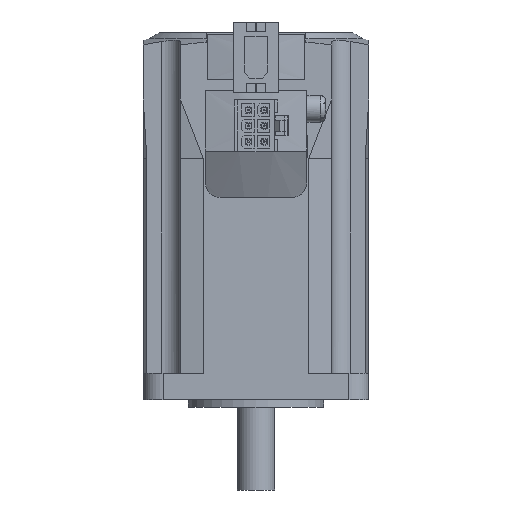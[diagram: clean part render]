
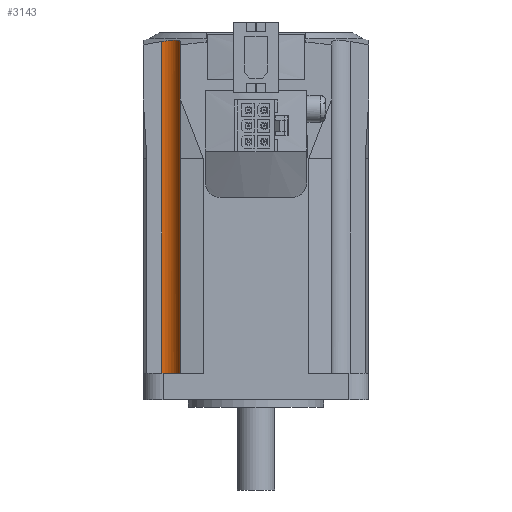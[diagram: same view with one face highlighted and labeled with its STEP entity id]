
A CAD part, front view. The second image highlights one B-rep face of the part: STEP entity #3143.
In plain terms, the highlighted cylindrical face has radius 4.8 mm (diameter 9.6 mm), a partial arc.
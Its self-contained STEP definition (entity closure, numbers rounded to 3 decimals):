
#76 = VERTEX_POINT ( 'NONE', #12412 ) ;
#359 = VERTEX_POINT ( 'NONE', #16108 ) ;
#713 = CARTESIAN_POINT ( 'NONE',  ( -20.2, -25., -22.627 ) ) ;
#1356 = CARTESIAN_POINT ( 'NONE',  ( -22.078, -21.179, 95.55 ) ) ;
#2818 = CARTESIAN_POINT ( 'NONE',  ( -21.385, -21.827, 95.558 ) ) ;
#3143 = ADVANCED_FACE ( 'NONE', ( #10496 ), #17732, .F. ) ;
#3196 = CARTESIAN_POINT ( 'NONE',  ( -25., -25., 7. ) ) ;
#3996 = DIRECTION ( 'NONE',  ( 0., 0., 1. ) ) ;
#4233 = CARTESIAN_POINT ( 'NONE',  ( -25., -20.2, 95.219 ) ) ;
#4298 = CARTESIAN_POINT ( 'NONE',  ( -20.832, -22.598, 95.521 ) ) ;
#4662 = DIRECTION ( 'NONE',  ( 1., 0., 0. ) ) ;
#4693 = B_SPLINE_CURVE_WITH_KNOTS ( 'NONE', 3,
 ( #4233, #7044, #7102, #17202, #8555, #18691, #9996, #1356, #11473, #2818, #12922, #4298, #14379, #5715, #15842, #7168, #17262, #8617 ),
 .UNSPECIFIED., .F., .F.,
 ( 4, 2, 2, 2, 2, 2, 2, 2, 4 ),
 ( 0., 0.001, 0.002, 0.003, 0.004, 0.005, 0.006, 0.007, 0.008 ),
 .UNSPECIFIED. ) ;
#4896 = ORIENTED_EDGE ( 'NONE', *, *, #10675, .F. ) ;
#5715 = CARTESIAN_POINT ( 'NONE',  ( -20.445, -23.455, 95.441 ) ) ;
#5769 = ORIENTED_EDGE ( 'NONE', *, *, #10163, .T. ) ;
#6891 = EDGE_CURVE ( 'NONE', #359, #10047, #9219, .T. ) ;
#7044 = CARTESIAN_POINT ( 'NONE',  ( -24.686, -20.2, 95.273 ) ) ;
#7102 = CARTESIAN_POINT ( 'NONE',  ( -24.376, -20.231, 95.32 ) ) ;
#7168 = CARTESIAN_POINT ( 'NONE',  ( -20.231, -24.375, 95.321 ) ) ;
#7848 = DIRECTION ( 'NONE',  ( 0., 0., 1. ) ) ;
#8119 = LINE ( 'NONE', #16069, #15373 ) ;
#8266 = CARTESIAN_POINT ( 'NONE',  ( -25., -25., -22.627 ) ) ;
#8555 = CARTESIAN_POINT ( 'NONE',  ( -23.46, -20.443, 95.44 ) ) ;
#8568 = CIRCLE ( 'NONE', #16665, 4.8 ) ;
#8617 = CARTESIAN_POINT ( 'NONE',  ( -20.2, -25., 95.219 ) ) ;
#9219 = LINE ( 'NONE', #713, #16462 ) ;
#9996 = CARTESIAN_POINT ( 'NONE',  ( -22.602, -20.83, 95.52 ) ) ;
#10047 = VERTEX_POINT ( 'NONE', #11535 ) ;
#10163 = EDGE_CURVE ( 'NONE', #76, #359, #8568, .T. ) ;
#10496 = FACE_OUTER_BOUND ( 'NONE', #11972, .T. ) ;
#10675 = EDGE_CURVE ( 'NONE', #76, #18002, #8119, .T. ) ;
#11452 = AXIS2_PLACEMENT_3D ( 'NONE', #8266, #3996, #16921 ) ;
#11473 = CARTESIAN_POINT ( 'NONE',  ( -21.83, -21.382, 95.558 ) ) ;
#11535 = CARTESIAN_POINT ( 'NONE',  ( -20.2, -25., 95.219 ) ) ;
#11972 = EDGE_LOOP ( 'NONE', ( #4896, #5769, #18422, #17873 ) ) ;
#12412 = CARTESIAN_POINT ( 'NONE',  ( -25., -20.2, 7. ) ) ;
#12683 = EDGE_CURVE ( 'NONE', #18002, #10047, #4693, .T. ) ;
#12922 = CARTESIAN_POINT ( 'NONE',  ( -21.185, -22.07, 95.551 ) ) ;
#13292 = DIRECTION ( 'NONE',  ( 0., 0., -1. ) ) ;
#14379 = CARTESIAN_POINT ( 'NONE',  ( -20.684, -22.877, 95.499 ) ) ;
#14440 = CARTESIAN_POINT ( 'NONE',  ( -25., -20.2, 95.219 ) ) ;
#15373 = VECTOR ( 'NONE', #17517, 1000. ) ;
#15842 = CARTESIAN_POINT ( 'NONE',  ( -20.353, -23.758, 95.405 ) ) ;
#16069 = CARTESIAN_POINT ( 'NONE',  ( -25., -20.2, -22.627 ) ) ;
#16108 = CARTESIAN_POINT ( 'NONE',  ( -20.2, -25., 7. ) ) ;
#16462 = VECTOR ( 'NONE', #7848, 1000. ) ;
#16665 = AXIS2_PLACEMENT_3D ( 'NONE', #3196, #13292, #4662 ) ;
#16921 = DIRECTION ( 'NONE',  ( 0., 1., 0. ) ) ;
#17202 = CARTESIAN_POINT ( 'NONE',  ( -23.765, -20.351, 95.404 ) ) ;
#17262 = CARTESIAN_POINT ( 'NONE',  ( -20.2, -24.686, 95.273 ) ) ;
#17517 = DIRECTION ( 'NONE',  ( 0., 0., 1. ) ) ;
#17732 = CYLINDRICAL_SURFACE ( 'NONE', #11452, 4.8 ) ;
#17873 = ORIENTED_EDGE ( 'NONE', *, *, #12683, .F. ) ;
#18002 = VERTEX_POINT ( 'NONE', #14440 ) ;
#18422 = ORIENTED_EDGE ( 'NONE', *, *, #6891, .T. ) ;
#18691 = CARTESIAN_POINT ( 'NONE',  ( -22.879, -20.683, 95.498 ) ) ;
